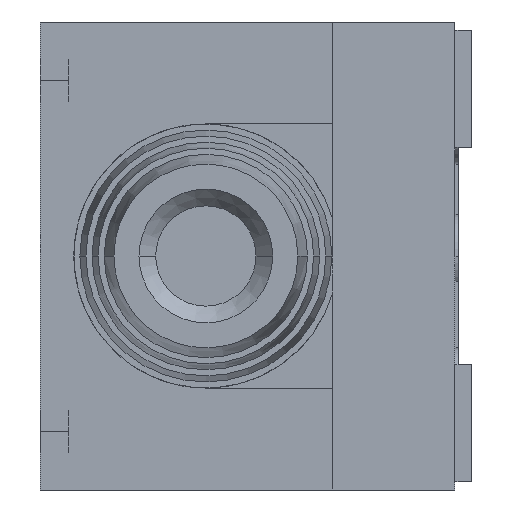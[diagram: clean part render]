
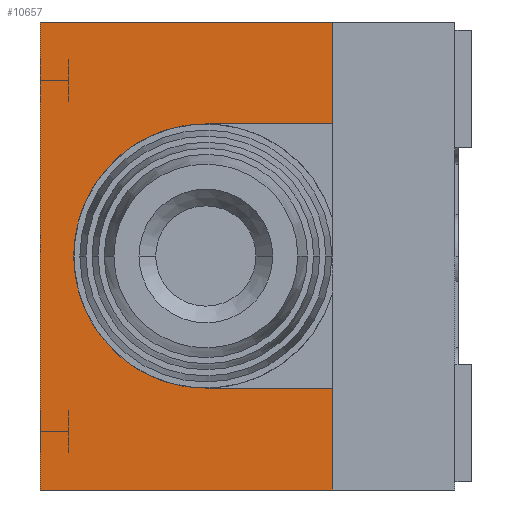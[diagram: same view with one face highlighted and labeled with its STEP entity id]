
A CAD part, left-side view. The second image highlights one B-rep face of the part: STEP entity #10657.
In plain terms, the highlighted planar face has unit normal (-1, 0, 0).
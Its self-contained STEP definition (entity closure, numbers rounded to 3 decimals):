
#3062=DIRECTION('',(0.,0.,-1.));
#3063=VECTOR('',#3062,28.);
#3064=CARTESIAN_POINT('',(-22.95,25.8,14.));
#3065=LINE('',#3064,#3063);
#3140=DIRECTION('',(0.,1.,0.));
#3141=VECTOR('',#3140,7.6);
#3142=CARTESIAN_POINT('',(-22.95,8.3,7.9));
#3143=LINE('',#3142,#3141);
#3144=DIRECTION('',(0.,1.,0.));
#3145=VECTOR('',#3144,7.6);
#3146=CARTESIAN_POINT('',(-22.95,8.3,-7.9));
#3147=LINE('',#3146,#3145);
#3164=DIRECTION('',(0.,0.,-1.));
#3165=VECTOR('',#3164,6.1);
#3166=CARTESIAN_POINT('',(-22.95,8.3,14.));
#3167=LINE('',#3166,#3165);
#3168=DIRECTION('',(0.,0.,-1.));
#3169=VECTOR('',#3168,6.1);
#3170=CARTESIAN_POINT('',(-22.95,8.3,-7.9));
#3171=LINE('',#3170,#3169);
#3270=CARTESIAN_POINT('',(-22.95,15.9,0.));
#3271=DIRECTION('',(1.,0.,0.));
#3272=DIRECTION('',(0.,0.,-1.));
#3273=AXIS2_PLACEMENT_3D('',#3270,#3271,#3272);
#3534=DIRECTION('',(0.,-1.,0.));
#3535=VECTOR('',#3534,17.5);
#3536=CARTESIAN_POINT('',(-22.95,25.8,14.));
#3537=LINE('',#3536,#3535);
#3586=DIRECTION('',(0.,-1.,0.));
#3587=VECTOR('',#3586,17.5);
#3588=CARTESIAN_POINT('',(-22.95,25.8,-14.));
#3589=LINE('',#3588,#3587);
#6462=CARTESIAN_POINT('',(-22.95,25.8,14.));
#6463=CARTESIAN_POINT('',(-22.95,25.8,-14.));
#6464=VERTEX_POINT('',#6462);
#6465=VERTEX_POINT('',#6463);
#6470=CARTESIAN_POINT('',(-22.95,8.3,14.));
#6471=VERTEX_POINT('',#6470);
#6472=CARTESIAN_POINT('',(-22.95,8.3,-14.));
#6473=VERTEX_POINT('',#6472);
#6550=CARTESIAN_POINT('',(-22.95,8.3,7.9));
#6552=VERTEX_POINT('',#6550);
#6554=CARTESIAN_POINT('',(-22.95,8.3,-7.9));
#6556=VERTEX_POINT('',#6554);
#6558=CARTESIAN_POINT('',(-22.95,15.9,7.9));
#6559=VERTEX_POINT('',#6558);
#6560=CARTESIAN_POINT('',(-22.95,15.9,-7.9));
#6561=VERTEX_POINT('',#6560);
#10635=CARTESIAN_POINT('',(-22.95,25.8,14.));
#10636=DIRECTION('',(1.,0.,0.));
#10637=DIRECTION('',(0.,0.,-1.));
#10638=AXIS2_PLACEMENT_3D('',#10635,#10636,#10637);
#10639=PLANE('',#10638);
#10641=ORIENTED_EDGE('',*,*,#10640,.T.);
#10643=ORIENTED_EDGE('',*,*,#10642,.F.);
#10645=ORIENTED_EDGE('',*,*,#10644,.F.);
#10647=ORIENTED_EDGE('',*,*,#10646,.T.);
#10649=ORIENTED_EDGE('',*,*,#10648,.F.);
#10650=ORIENTED_EDGE('',*,*,#10583,.F.);
#10652=ORIENTED_EDGE('',*,*,#10651,.T.);
#10654=ORIENTED_EDGE('',*,*,#10653,.T.);
#10655=EDGE_LOOP('',(#10641,#10643,#10645,#10647,#10649,#10650,#10652,#10654));
#10656=FACE_OUTER_BOUND('',#10655,.F.);
#3274=CIRCLE('',#3273,7.9);
#10583=EDGE_CURVE('',#6464,#6465,#3065,.T.);
#10640=EDGE_CURVE('',#6552,#6559,#3143,.T.);
#10642=EDGE_CURVE('',#6561,#6559,#3274,.T.);
#10644=EDGE_CURVE('',#6556,#6561,#3147,.T.);
#10646=EDGE_CURVE('',#6556,#6473,#3171,.T.);
#10648=EDGE_CURVE('',#6465,#6473,#3589,.T.);
#10651=EDGE_CURVE('',#6464,#6471,#3537,.T.);
#10653=EDGE_CURVE('',#6471,#6552,#3167,.T.);
#10657=ADVANCED_FACE('',(#10656),#10639,.F.);
